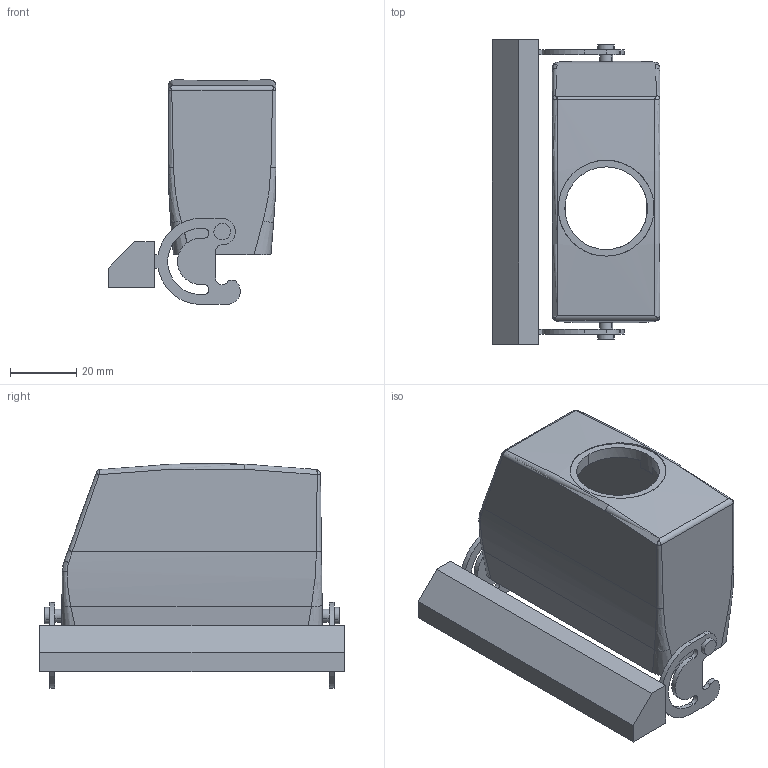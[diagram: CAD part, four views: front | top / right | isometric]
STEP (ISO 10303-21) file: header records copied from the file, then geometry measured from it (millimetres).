
FILE_DESCRIPTION(('CATIA V5 STEP Exchange','CAx-IF Rec.Pracs.--- Model Styling and Organization---1.4--- 2014-01-23'),'2;1');
FILE_NAME ('021697-2_2', '2019-10-26T09:07:49+00:00', ('none'), ('Weidmueller'), 'CATIA Version 5-6 Release 2016 SP3 HF44', 'CATIA V5 STEP AP214', 'none');
FILE_SCHEMA(('AUTOMOTIVE_DESIGN { 1 0 10303 214 1 1 1 1 }'));
Length unit declared in the file: millimetre
Products named in the file (1): 1788800000
Bounding box: 50.75 x 92 x 68 mm (x, y, z)
Volume: 60988.3 mm3; surface area: 31091 mm2
Topology: 1 solids, 1 shells, 145 faces, 382 edges, 248 vertices
Faces by surface type: plane 63, cylinder 58, bspline 22, torus 2
Entity records: 6423 total; most frequent: CARTESIAN_POINT 3196, ORIENTED_EDGE 760, DIRECTION 468, EDGE_CURVE 380, VERTEX_POINT 248, VECTOR 192, LINE 192, AXIS2_PLACEMENT_3D 189
